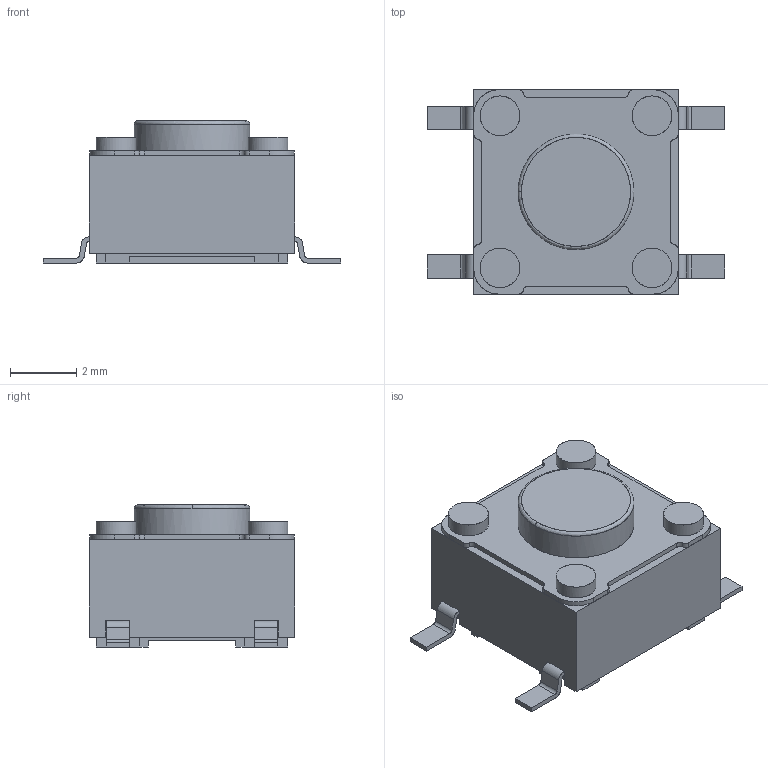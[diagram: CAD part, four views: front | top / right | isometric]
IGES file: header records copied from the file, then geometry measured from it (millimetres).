
Start section: C
Global section: file name: 4301x20438x6.igs; native system: By Siemens PLM Incorporated; preprocessor: XPlus GENERIC/IGES 16.0.42; author: Author; organization: Title; date: 20140207.134004; units: millimetre
Bounding box: 9 x 6.2 x 4.3 mm (x, y, z)
Surface area: 192.8 mm2 (no closed solid volume)
Topology: 0 solids, 0 shells, 143 faces, 808 edges, 808 vertices
Faces by surface type: bspline 143
